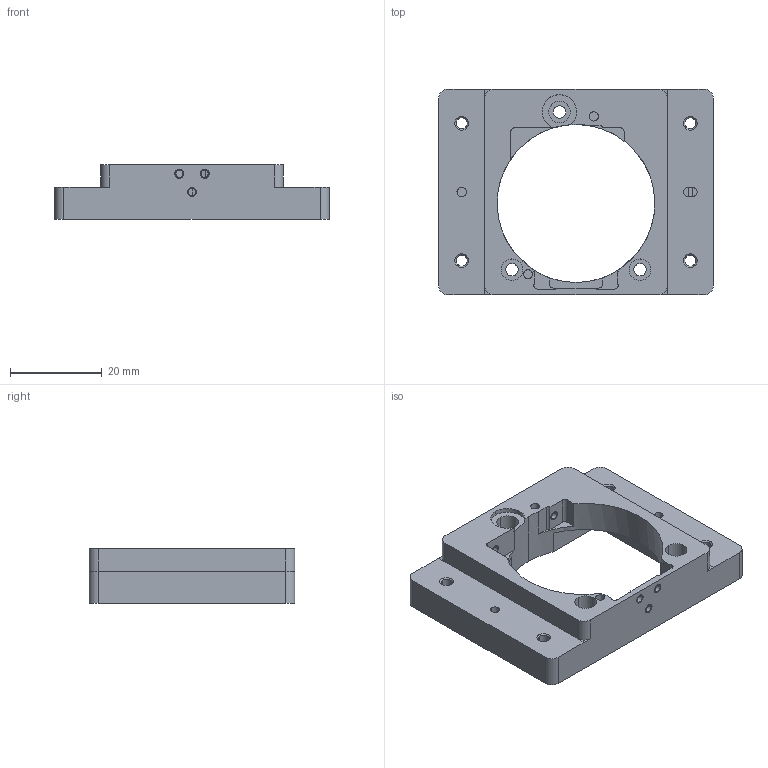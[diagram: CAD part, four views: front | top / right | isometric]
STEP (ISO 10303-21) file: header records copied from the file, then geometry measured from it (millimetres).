
FILE_DESCRIPTION(/* description */ ('VariCAD 2015-3.01 AP-214'),/* implementation_level */ '2;1');
FILE_NAME(/* name */ '0353-23-02.stp',/* time_stamp */ '2015-12-14T19:44:35-07:00',/* author */ (''),/* organization */ (''),/* preprocessor_version */ 'ST-DEVELOPER v14',/* originating_system */ 'VariCAD 2015-3.01; kernel version (20130303)',/* authorisation */ '');
FILE_SCHEMA (('AUTOMOTIVE_DESIGN'));
Length unit declared in the file: millimetre
Products named in the file (2): 0353-23-02
Assembly tree (1 placements, depth 2):
  0353-23-02
    0353-23-02
Bounding box: 60 x 45 x 12 mm (x, y, z)
Volume: 14057.5 mm3; surface area: 8143.7 mm2
Topology: 1 solids, 1 shells, 163 faces, 408 edges, 266 vertices
Faces by surface type: cylinder 75, plane 66, cone 22
Entity records: 5362 total; most frequent: DIRECTION 944, CARTESIAN_POINT 841, ORIENTED_EDGE 816, EDGE_CURVE 408, AXIS2_PLACEMENT_3D 369, VERTEX_POINT 266, EDGE_LOOP 208, LINE 206
